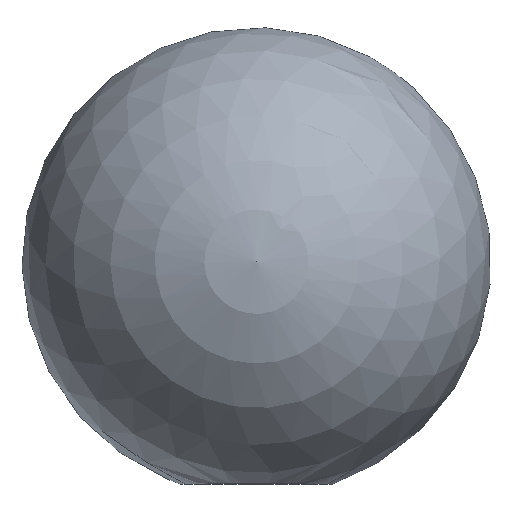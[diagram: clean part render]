
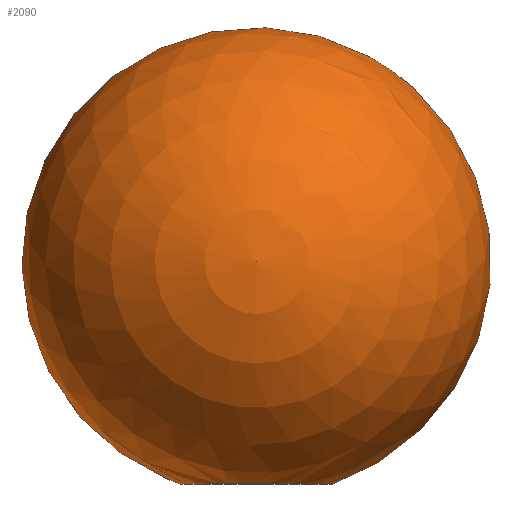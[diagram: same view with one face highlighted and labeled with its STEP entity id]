
A CAD part, top view. The second image highlights one B-rep face of the part: STEP entity #2090.
In plain terms, the highlighted spherical face has radius 10 mm.
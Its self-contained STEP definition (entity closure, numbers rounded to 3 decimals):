
#494 = DIRECTION ( 'NONE',  ( -1., 0., 0. ) ) ;
#1137 = CARTESIAN_POINT ( 'NONE',  ( 0., 0.539, 3.237 ) ) ;
#1588 = SPHERICAL_SURFACE ( 'NONE', #6213, 10. ) ;
#2090 = ADVANCED_FACE ( 'NONE', ( #8146 ), #1588, .T. ) ;
#3645 = CIRCLE ( 'NONE', #3895, 3.237 ) ;
#3895 = AXIS2_PLACEMENT_3D ( 'NONE', #9068, #4695, #6855 ) ;
#4695 = DIRECTION ( 'NONE',  ( 0., 1., 0. ) ) ;
#5557 = ORIENTED_EDGE ( 'NONE', *, *, #10741, .T. ) ;
#6213 = AXIS2_PLACEMENT_3D ( 'NONE', #11252, #13418, #494 ) ;
#6855 = DIRECTION ( 'NONE',  ( 0., 0., 1. ) ) ;
#8146 = FACE_OUTER_BOUND ( 'NONE', #12452, .T. ) ;
#9068 = CARTESIAN_POINT ( 'NONE',  ( 0., 0.539, 0. ) ) ;
#10741 = EDGE_CURVE ( 'NONE', #13921, #13921, #3645, .T. ) ;
#11252 = CARTESIAN_POINT ( 'NONE',  ( 0., 10., 0. ) ) ;
#12452 = EDGE_LOOP ( 'NONE', ( #5557 ) ) ;
#13418 = DIRECTION ( 'NONE',  ( 0., 0., -1. ) ) ;
#13921 = VERTEX_POINT ( 'NONE', #1137 ) ;
